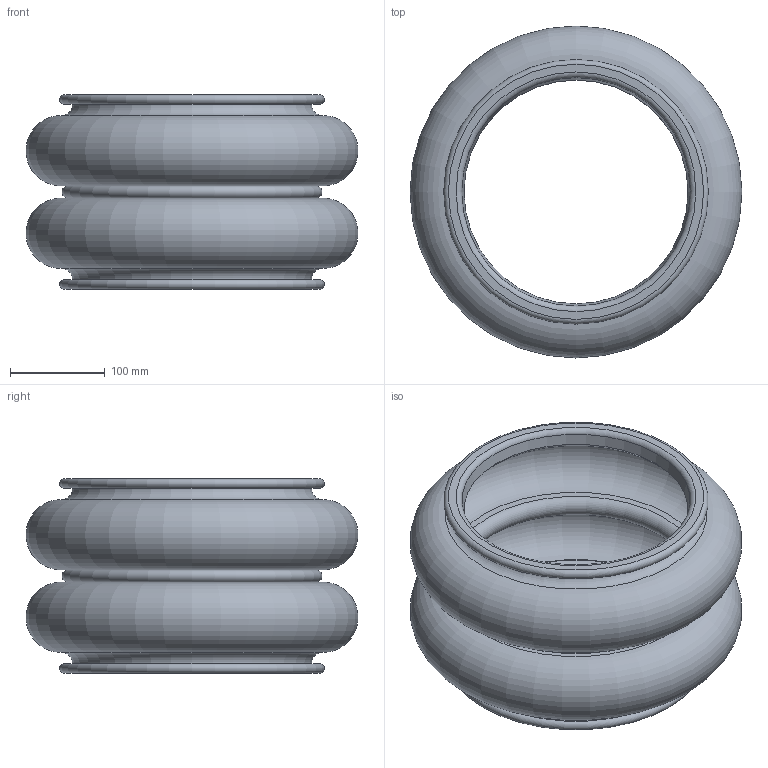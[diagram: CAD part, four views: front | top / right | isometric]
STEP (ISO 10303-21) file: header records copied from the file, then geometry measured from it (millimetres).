
FILE_DESCRIPTION(/* description */ (''),/* implementation_level */ '2;1');
FILE_NAME(/* name */ '6W-350x2-01.stp',/* time_stamp */ '2021-06-15T09:35:07+02:00',/* author */ (''),/* organization */ (''),/* preprocessor_version */ 'ST-DEVELOPER v18.1',/* originating_system */ 'SIEMENS PLM Software NX 1965',/* authorisation */ '');
FILE_SCHEMA (('AP203_CONFIGURATION_CONTROLLED_3D_DESIGN_OF_MECHANICAL_PARTS_AND_ASSEMBLIES_MIM_LF { 1 0 10303 403 2 1 2}'));
Length unit declared in the file: millimetre
Products named in the file (1): hoff119049B9q5zx
Bounding box: 349.85 x 349.85 x 205 mm (x, y, z)
Volume: 1605044.2 mm3; surface area: 706120.2 mm2
Topology: 2 solids, 2 shells, 33 faces, 60 edges, 35 vertices
Faces by surface type: torus 19, plane 8, cone 4, cylinder 2
Full cylindrical faces by diameter (mm): 252 x2
Entity records: 754 total; most frequent: DIRECTION 132, CARTESIAN_POINT 99, AXIS2_PLACEMENT_3D 66, FACE_BOUND 65, EDGE_LOOP 64, ORIENTED_EDGE 64, ADVANCED_FACE 33, VERTEX_POINT 33
